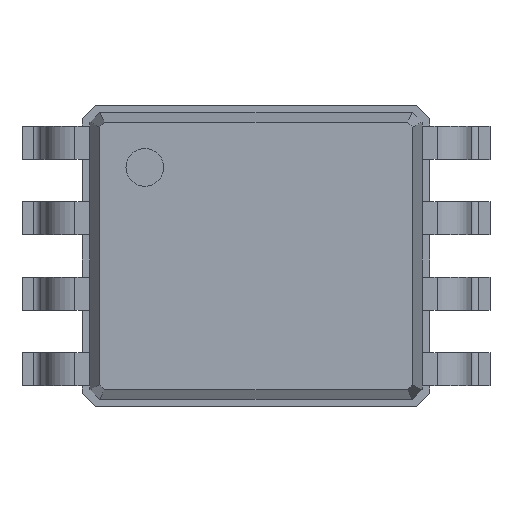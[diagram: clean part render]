
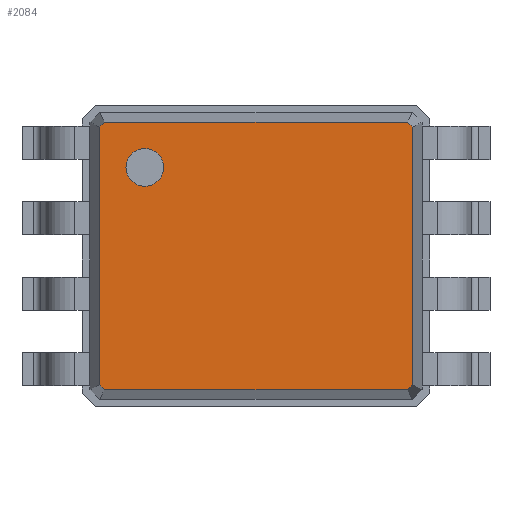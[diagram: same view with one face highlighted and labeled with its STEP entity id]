
A CAD part, top view. The second image highlights one B-rep face of the part: STEP entity #2084.
In plain terms, the highlighted planar face has unit normal (0, 0, 1).
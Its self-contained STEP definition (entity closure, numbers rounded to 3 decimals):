
#27=VECTOR('',#28,1.);
#28=DIRECTION('',(1.,0.,0.));
#51=VECTOR('',#52,1.);
#52=DIRECTION('',(0.707,-0.707,0.));
#58=VECTOR('',#59,1.);
#59=DIRECTION('',(0.,-1.,0.));
#65=VECTOR('',#66,1.);
#66=DIRECTION('',(-0.707,-0.707,0.));
#72=VECTOR('',#73,1.);
#73=DIRECTION('',(-1.,0.,0.));
#79=VECTOR('',#80,1.);
#80=DIRECTION('',(-0.707,0.707,0.));
#86=VECTOR('',#87,1.);
#87=DIRECTION('',(0.,1.,0.));
#91=VECTOR('',#92,1.);
#92=DIRECTION('',(0.707,0.707,0.));
#95=DIRECTION('',(0.,0.,-1.));
#793=VERTEX_POINT('',#794);
#794=CARTESIAN_POINT('',(-1.036,0.853,0.85));
#797=EDGE_CURVE('',#798,#793,#800,.T.);
#798=VERTEX_POINT('',#799);
#799=CARTESIAN_POINT('',(-1.036,-0.853,0.85));
#800=LINE('',#799,#86);
#811=VERTEX_POINT('',#812);
#812=CARTESIAN_POINT('',(-1.003,0.886,0.85));
#815=EDGE_CURVE('',#793,#811,#816,.T.);
#816=LINE('',#794,#91);
#825=VERTEX_POINT('',#826);
#826=CARTESIAN_POINT('',(1.003,0.886,0.85));
#829=EDGE_CURVE('',#811,#825,#830,.T.);
#830=LINE('',#812,#27);
#839=VERTEX_POINT('',#840);
#840=CARTESIAN_POINT('',(1.036,0.853,0.85));
#843=EDGE_CURVE('',#825,#839,#844,.T.);
#844=LINE('',#826,#51);
#885=VERTEX_POINT('',#886);
#886=CARTESIAN_POINT('',(1.036,-0.853,0.85));
#889=EDGE_CURVE('',#839,#885,#890,.T.);
#890=LINE('',#840,#58);
#2084=ADVANCED_FACE('',(#2085,#2105),#2115,.F.);
#2085=FACE_BOUND('',#2086,.F.);
#2086=EDGE_LOOP('',(#2087,#2088,#2089,#2090,#2095,#2100,#2103,#2104));
#2087=ORIENTED_EDGE('',*,*,#829,.T.);
#2088=ORIENTED_EDGE('',*,*,#843,.T.);
#2089=ORIENTED_EDGE('',*,*,#889,.T.);
#2090=ORIENTED_EDGE('',*,*,#2091,.T.);
#2091=EDGE_CURVE('',#885,#2092,#2094,.T.);
#2092=VERTEX_POINT('',#2093);
#2093=CARTESIAN_POINT('',(1.003,-0.886,0.85));
#2094=LINE('',#886,#65);
#2095=ORIENTED_EDGE('',*,*,#2096,.T.);
#2096=EDGE_CURVE('',#2092,#2097,#2099,.T.);
#2097=VERTEX_POINT('',#2098);
#2098=CARTESIAN_POINT('',(-1.003,-0.886,0.85));
#2099=LINE('',#2093,#72);
#2100=ORIENTED_EDGE('',*,*,#2101,.T.);
#2101=EDGE_CURVE('',#2097,#798,#2102,.T.);
#2102=LINE('',#2098,#79);
#2103=ORIENTED_EDGE('',*,*,#797,.T.);
#2104=ORIENTED_EDGE('',*,*,#815,.T.);
#2105=FACE_BOUND('',#2106,.F.);
#2106=EDGE_LOOP('',(#2107));
#2107=ORIENTED_EDGE('',*,*,#2108,.F.);
#2108=EDGE_CURVE('',#2109,#2109,#2111,.T.);
#2109=VERTEX_POINT('',#2110);
#2110=CARTESIAN_POINT('',(-0.736,0.461,0.85));
#2111=CIRCLE('',#2112,0.125);
#2112=AXIS2_PLACEMENT_3D('',#2113,#2114,#59);
#2113=CARTESIAN_POINT('',(-0.736,0.586,0.85));
#2114=DIRECTION('',(0.,-0.,-1.));
#2115=PLANE('',#2116);
#2116=AXIS2_PLACEMENT_3D('',#812,#95,#2117);
#2117=DIRECTION('',(0.761,-0.649,0.));
